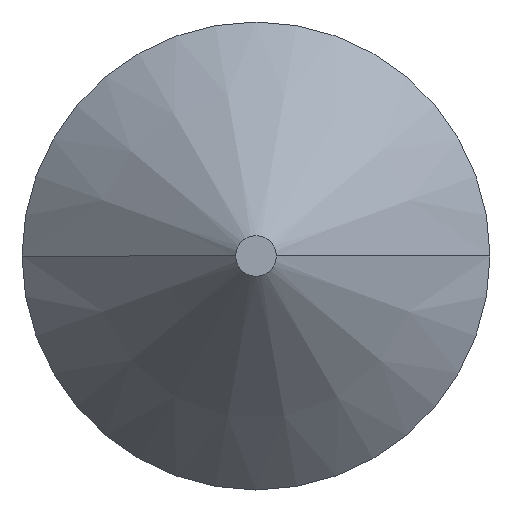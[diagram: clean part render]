
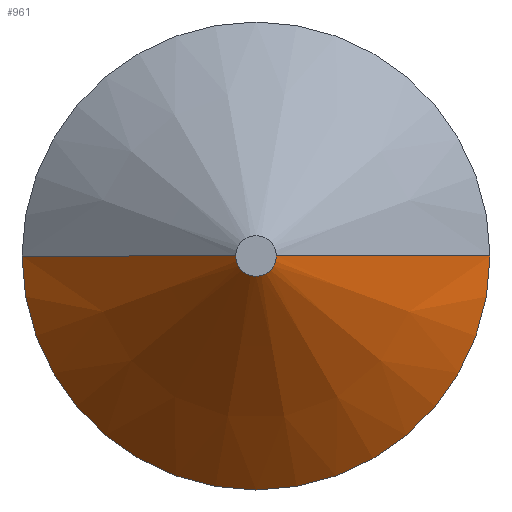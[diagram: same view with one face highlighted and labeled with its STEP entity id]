
A CAD part, left-side view. The second image highlights one B-rep face of the part: STEP entity #961.
In plain terms, the highlighted conical face has half-angle 45 degrees and reference radius 0.051 mm.
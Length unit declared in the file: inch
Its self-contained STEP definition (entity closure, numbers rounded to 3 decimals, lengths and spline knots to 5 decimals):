
#46 = CARTESIAN_POINT ( 'NONE',  ( -0.3, 0.002, 0. ) ) ;
#153 = AXIS2_PLACEMENT_3D ( 'NONE', #564, #185, #1132 ) ;
#181 = EDGE_CURVE ( 'NONE', #1286, #613, #206, .T. ) ;
#185 = DIRECTION ( 'NONE',  ( 1., 0., 0. ) ) ;
#206 = CIRCLE ( 'NONE', #153, 0.023 ) ;
#237 = CARTESIAN_POINT ( 'NONE',  ( -0.3, 0.002, 0. ) ) ;
#271 = ORIENTED_EDGE ( 'NONE', *, *, #677, .F. ) ;
#288 = CARTESIAN_POINT ( 'NONE',  ( -0.3, -0.002, 0. ) ) ;
#329 = DIRECTION ( 'NONE',  ( 1., 0., 0. ) ) ;
#331 = ORIENTED_EDGE ( 'NONE', *, *, #181, .F. ) ;
#354 = CARTESIAN_POINT ( 'NONE',  ( -0.3, 0., 0. ) ) ;
#370 = DIRECTION ( 'NONE',  ( 0.707, 0.707, 0. ) ) ;
#393 = EDGE_LOOP ( 'NONE', ( #493, #841, #331, #271 ) ) ;
#429 = AXIS2_PLACEMENT_3D ( 'NONE', #354, #827, #946 ) ;
#448 = VECTOR ( 'NONE', #670, 39.37008 ) ;
#493 = ORIENTED_EDGE ( 'NONE', *, *, #924, .T. ) ;
#540 = AXIS2_PLACEMENT_3D ( 'NONE', #910, #329, #679 ) ;
#562 = EDGE_CURVE ( 'NONE', #1203, #613, #795, .T. ) ;
#564 = CARTESIAN_POINT ( 'NONE',  ( -0.279, 0., 0. ) ) ;
#613 = VERTEX_POINT ( 'NONE', #994 ) ;
#634 = CONICAL_SURFACE ( 'NONE', #429, 0.002, 0.785 ) ;
#670 = DIRECTION ( 'NONE',  ( 0.707, -0.707, 0. ) ) ;
#677 = EDGE_CURVE ( 'NONE', #1058, #1286, #760, .T. ) ;
#679 = DIRECTION ( 'NONE',  ( 0., -1., 0. ) ) ;
#760 = LINE ( 'NONE', #288, #448 ) ;
#795 = LINE ( 'NONE', #237, #1051 ) ;
#827 = DIRECTION ( 'NONE',  ( 1., 0., 0. ) ) ;
#841 = ORIENTED_EDGE ( 'NONE', *, *, #562, .T. ) ;
#910 = CARTESIAN_POINT ( 'NONE',  ( -0.3, 0., 0. ) ) ;
#924 = EDGE_CURVE ( 'NONE', #1058, #1203, #1468, .T. ) ;
#946 = DIRECTION ( 'NONE',  ( 0., -1., 0. ) ) ;
#961 = ADVANCED_FACE ( 'NONE', ( #1445 ), #634, .T. ) ;
#994 = CARTESIAN_POINT ( 'NONE',  ( -0.279, 0.023, 0. ) ) ;
#999 = CARTESIAN_POINT ( 'NONE',  ( -0.279, -0.023, 0. ) ) ;
#1051 = VECTOR ( 'NONE', #370, 39.37008 ) ;
#1058 = VERTEX_POINT ( 'NONE', #1192 ) ;
#1132 = DIRECTION ( 'NONE',  ( 0., -1., 0. ) ) ;
#1192 = CARTESIAN_POINT ( 'NONE',  ( -0.3, -0.002, 0. ) ) ;
#1203 = VERTEX_POINT ( 'NONE', #46 ) ;
#1286 = VERTEX_POINT ( 'NONE', #999 ) ;
#1445 = FACE_OUTER_BOUND ( 'NONE', #393, .T. ) ;
#1468 = CIRCLE ( 'NONE', #540, 0.002 ) ;
